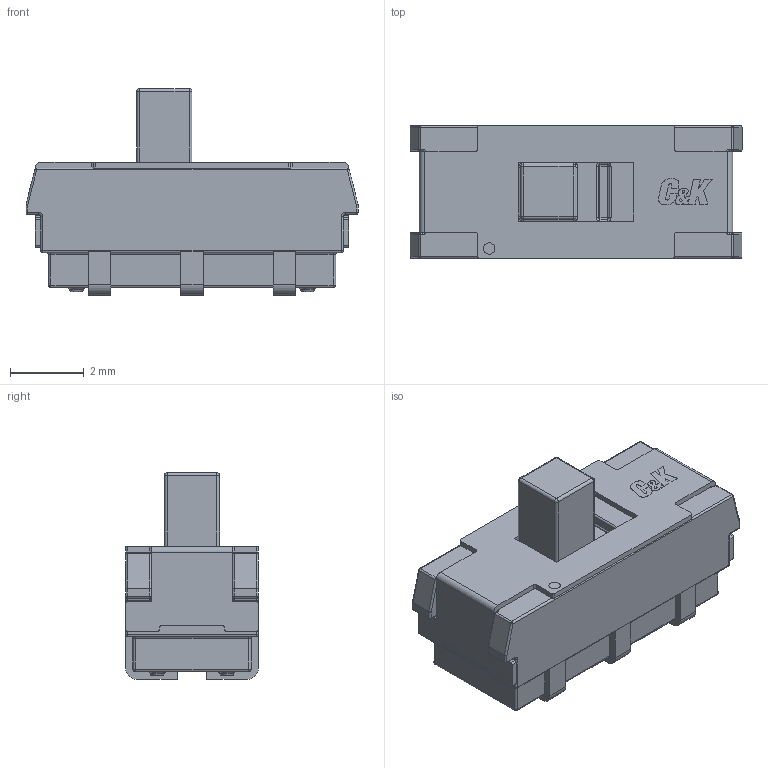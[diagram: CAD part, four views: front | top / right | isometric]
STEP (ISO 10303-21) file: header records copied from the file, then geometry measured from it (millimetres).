
FILE_DESCRIPTION(/* description */ (''),/* implementation_level */ '2;1');
FILE_NAME(/* name */ 'C&K Components JS202011JCQN.stp',/* time_stamp */ '2020-06-04T07:14:59-04:00',/* author */ ('Ricardo'),/* organization */ (''),/* preprocessor_version */ 'ST-DEVELOPER v18.1',/* originating_system */ 'Autodesk Inventor 2021',/* authorisation */ '');
FILE_SCHEMA (('AUTOMOTIVE_DESIGN { 1 0 10303 214 3 1 1 }'));
Length unit declared in the file: millimetre
Products named in the file (5): C&K Components JS202011JCQN; terminals; shell; body; logo
Assembly tree (4 placements, depth 2):
  C&K Components JS202011JCQN
    terminals
    shell
    body
    logo
Bounding box: 9 x 3.6 x 5.6 mm (x, y, z)
Volume: 103.8 mm3; surface area: 248.7 mm2
Topology: 11 solids, 11 shells, 500 faces, 1254 edges, 782 vertices
Faces by surface type: plane 204, cylinder 164, bspline 60, sphere 40, torus 32
Full cylindrical faces by diameter (mm): 0.307 x1
Entity records: 15383 total; most frequent: CARTESIAN_POINT 3281, ORIENTED_EDGE 2508, DIRECTION 2462, EDGE_CURVE 1254, AXIS2_PLACEMENT_3D 861, VERTEX_POINT 782, LINE 740, VECTOR 740
